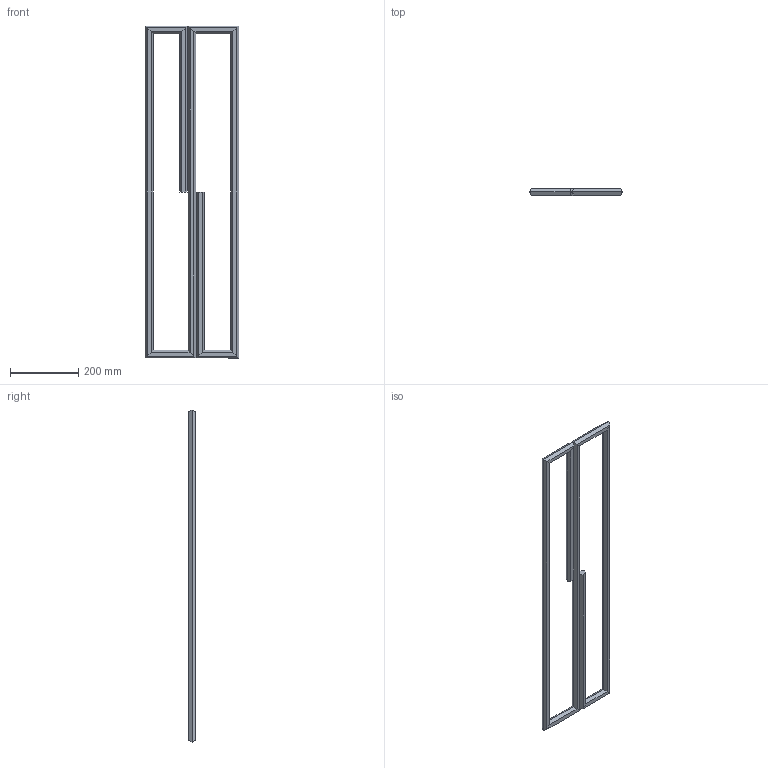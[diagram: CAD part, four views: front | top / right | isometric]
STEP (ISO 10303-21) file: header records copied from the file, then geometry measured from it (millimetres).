
FILE_DESCRIPTION (( 'STEP AP203' ), '1' );
FILE_NAME ('Double-D-modeled.STEP', '2021-12-14T02:29:55', ( '' ), ( '' ), 'SwSTEP 2.0', 'SolidWorks 2019', '' );
FILE_SCHEMA (( 'CONFIG_CONTROL_DESIGN' ));
Length unit declared in the file: millimetre
Products named in the file (1): Double-D-modeled
Bounding box: 273.09 x 20 x 973.09 mm (x, y, z)
Volume: 1472243.2 mm3; surface area: 295141.5 mm2
Topology: 1 solids, 1 shells, 56 faces, 114 edges, 60 vertices
Faces by surface type: plane 56
Entity records: 1451 total; most frequent: CARTESIAN_POINT 231, ORIENTED_EDGE 228, DIRECTION 228, EDGE_CURVE 114, LINE 114, VECTOR 114, VERTEX_POINT 60, AXIS2_PLACEMENT_3D 57
